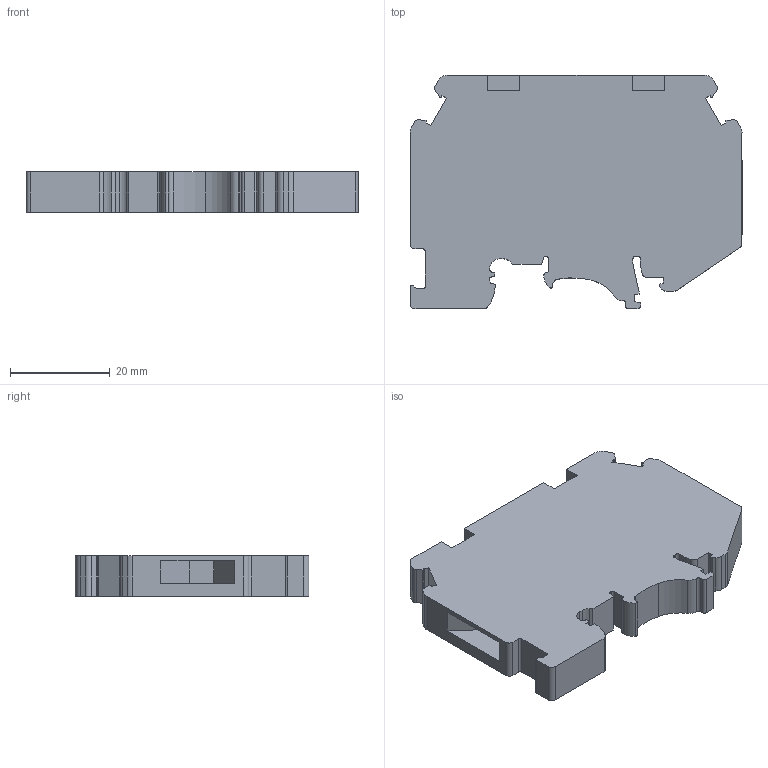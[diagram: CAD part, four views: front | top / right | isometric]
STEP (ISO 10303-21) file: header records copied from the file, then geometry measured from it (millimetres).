
FILE_DESCRIPTION(('SolidDesigner STEP Export'),'2;1');
FILE_NAME('3072801_UKD_6-select.stp','2012-12-17T14:51:55',(''),(''),'Creo Elements/Direct Modeling STEP processor for AP214 (Solid Model)','Creo Elements/Direct Modeling 18.1 06-May-2012 (C) Parametric Technology GmbH','');
FILE_SCHEMA(('AUTOMOTIVE_DESIGN { 1 0 10303 214 1 1 1 1 }'));
Length unit declared in the file: millimetre
Products named in the file (2): 3072801_UKD_6-select
Assembly tree (1 placements, depth 2):
  3072801_UKD_6-select
    3072801_UKD_6-select
Bounding box: 66.5 x 46.8 x 8.15 mm (x, y, z)
Volume: 20108.9 mm3; surface area: 8169.3 mm2
Topology: 1 solids, 1 shells, 143 faces, 408 edges, 272 vertices
Faces by surface type: plane 91, cylinder 52
Entity records: 5812 total; most frequent: CARTESIAN_POINT 816, ORIENTED_EDGE 816, DIRECTION 786, EDGE_CURVE 408, VECTOR 302, LINE 302, VERTEX_POINT 272, AXIS2_PLACEMENT_3D 242
